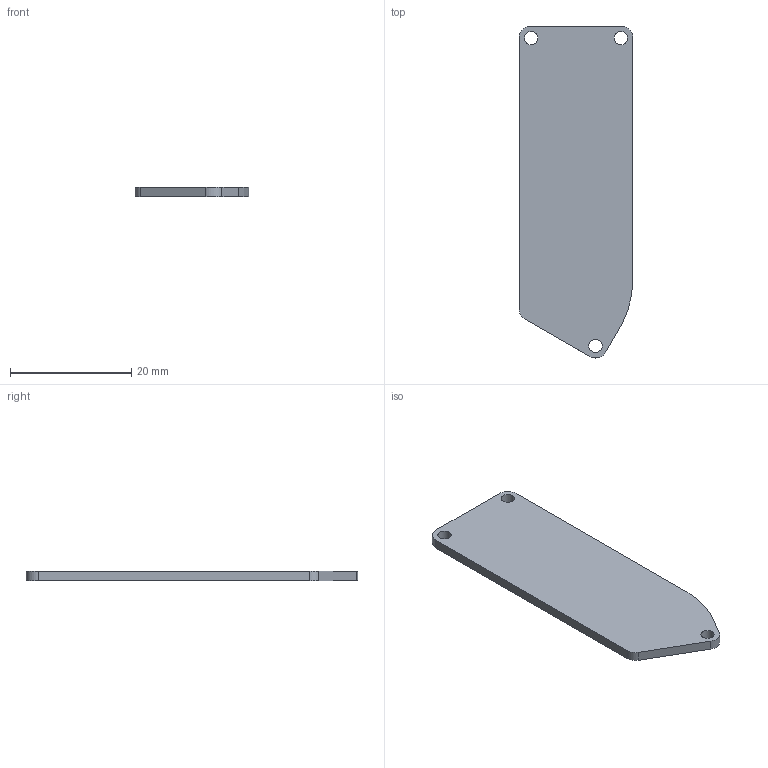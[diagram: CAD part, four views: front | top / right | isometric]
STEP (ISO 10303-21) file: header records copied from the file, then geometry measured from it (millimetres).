
FILE_DESCRIPTION(('KiCad electronic assembly'),'2;1');
FILE_NAME('swoop-mx-plate-cover.step','2023-02-08T11:11:31',('Pcbnew'),( 'Kicad'),'Open CASCADE STEP processor 7.6','KiCad to STEP converter' ,'Unknown');
FILE_SCHEMA(('AUTOMOTIVE_DESIGN { 1 0 10303 214 1 1 1 1 }'));
Length unit declared in the file: millimetre
Products named in the file (2): swoop-mx-plate-cover 1; swoop-mx-plate-cover PCB
Assembly tree (1 placements, depth 2):
  swoop-mx-plate-cover 1
    swoop-mx-plate-cover PCB
Bounding box: 18.78 x 54.78 x 1.6 mm (x, y, z)
Volume: 1519.8 mm3; surface area: 2150.5 mm2
Topology: 1 solids, 1 shells, 15 faces, 39 edges, 26 vertices
Faces by surface type: cylinder 8, plane 7
Full cylindrical faces by diameter (mm): 2.2 x3
Entity records: 1035 total; most frequent: DIRECTION 167, CARTESIAN_POINT 160, LINE 85, VECTOR 85, ORIENTED_EDGE 78, PCURVE 78, DEFINITIONAL_REPRESENTATION 78, EDGE_CURVE 39
